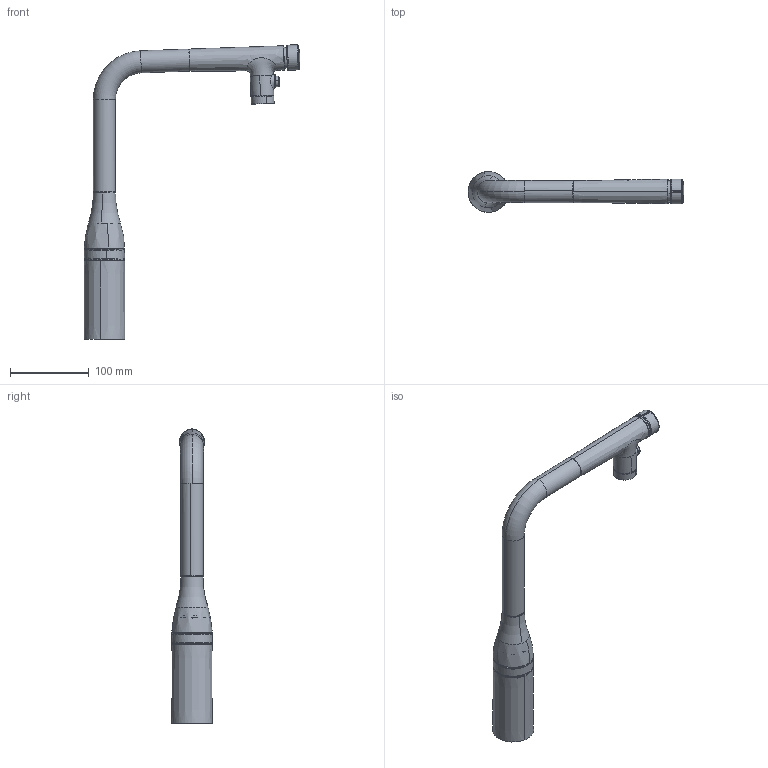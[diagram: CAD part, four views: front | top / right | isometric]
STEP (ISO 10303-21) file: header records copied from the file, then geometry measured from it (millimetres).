
FILE_DESCRIPTION(/* description */ ('AP214 STEP file'),/* implementation_level */ '2;1');
FILE_NAME(/* name */ '31925000_ELB_SP-_SINK_MIXER_100291538_x_t_out.stp',/* time_stamp */ '2022-08-30T14:05:23+02:00',/* author */ (''),/* organization */ (''),/* preprocessor_version */ 'ST-DEVELOPER v17.1',/* originating_system */ 'Elysium Co. Ltd. STEP Translator v8.2.0.5',/* authorisation */ '');
FILE_SCHEMA (('AUTOMOTIVE_DESIGN { 1 0 10303 214 3 1 1 }'));
Length unit declared in the file: millimetre
Products named in the file (3): extract.1; extract; 31925000_ELB_SP-_SINK_MIXER_100291538_x_t_out
Assembly tree (2 placements, depth 2):
  31925000_ELB_SP-_SINK_MIXER_100291538_x_t_out
    extract.1
    extract
Bounding box: 273.66 x 51.7 x 373.17 mm (x, y, z)
Volume: 588954.6 mm3; surface area: 85437.9 mm2
Topology: 2 solids, 2 shells, 275 faces, 717 edges, 464 vertices
Faces by surface type: torus 86, cylinder 59, bspline 46, plane 37, cone 33, sphere 14
Entity records: 18536 total; most frequent: CARTESIAN_POINT 12277, ORIENTED_EDGE 1426, EDGE_CURVE 713, STYLED_ITEM 551, AXIS2_PLACEMENT_3D 522, DIRECTION 495, VERTEX_POINT 464, EDGE_LOOP 303
